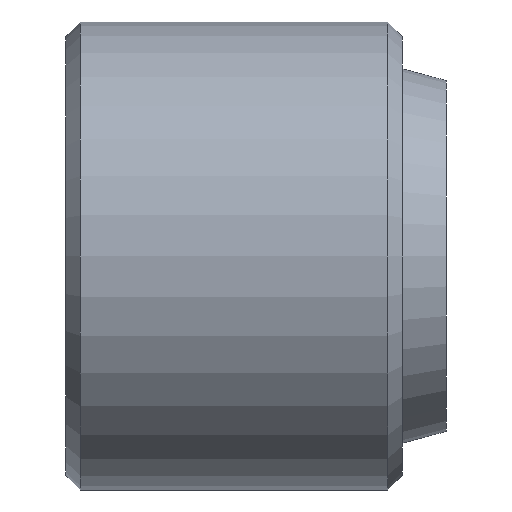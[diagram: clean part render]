
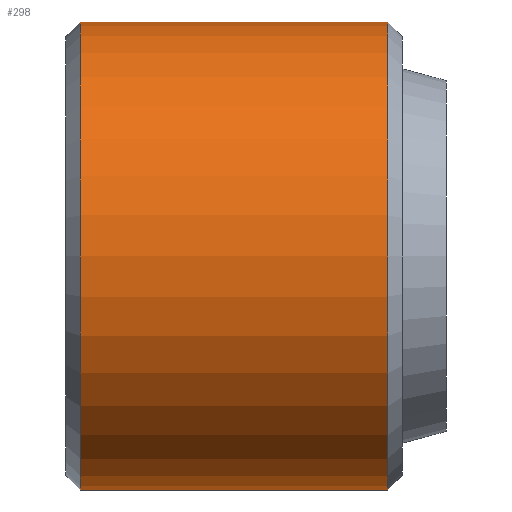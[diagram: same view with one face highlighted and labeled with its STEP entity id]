
A CAD part, front view. The second image highlights one B-rep face of the part: STEP entity #298.
In plain terms, the highlighted cylindrical face has radius 16 mm (diameter 32 mm), a full revolution.
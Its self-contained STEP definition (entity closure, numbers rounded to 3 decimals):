
#76=B_SPLINE_CURVE_WITH_KNOTS('',3,(#459,#460,#461,#462,#463,#464,#465,
#466,#467),.UNSPECIFIED.,.F.,.F.,(4,1,1,1,1,1,4),(0.022,0.024,
0.026,0.027,0.028,0.029,
0.032),.UNSPECIFIED.);
#77=B_SPLINE_CURVE_WITH_KNOTS('',3,(#470,#471,#472,#473),.UNSPECIFIED.,
 .F.,.F.,(4,4),(0.018,0.02),.UNSPECIFIED.);
#78=B_SPLINE_CURVE_WITH_KNOTS('',3,(#475,#476,#477,#478,#479,#480,#481,
#482,#483),.UNSPECIFIED.,.F.,.F.,(4,1,1,1,1,1,4),(0.01,0.012,
0.014,0.015,0.016,0.017,
0.02),.UNSPECIFIED.);
#79=B_SPLINE_CURVE_WITH_KNOTS('',3,(#485,#486,#487,#488),.UNSPECIFIED.,
 .F.,.F.,(4,4),(0.007,0.009),.UNSPECIFIED.);
#81=ORIENTED_EDGE('',*,*,#151,.F.);
#82=ORIENTED_EDGE('',*,*,#152,.F.);
#83=ORIENTED_EDGE('',*,*,#153,.F.);
#84=ORIENTED_EDGE('',*,*,#154,.F.);
#85=ORIENTED_EDGE('',*,*,#155,.F.);
#86=ORIENTED_EDGE('',*,*,#156,.T.);
#151=EDGE_CURVE('',#186,#186,#214,.T.);
#152=EDGE_CURVE('',#187,#188,#76,.T.);
#153=EDGE_CURVE('',#189,#187,#77,.T.);
#154=EDGE_CURVE('',#190,#189,#78,.T.);
#155=EDGE_CURVE('',#188,#190,#79,.T.);
#156=EDGE_CURVE('',#191,#191,#215,.T.);
#186=VERTEX_POINT('',#458);
#187=VERTEX_POINT('',#468);
#188=VERTEX_POINT('',#469);
#189=VERTEX_POINT('',#474);
#190=VERTEX_POINT('',#484);
#191=VERTEX_POINT('',#490);
#214=CIRCLE('',#334,16.);
#215=CIRCLE('',#335,16.);
#226=EDGE_LOOP('',(#81));
#227=EDGE_LOOP('',(#82,#83,#84,#85));
#228=EDGE_LOOP('',(#86));
#260=FACE_BOUND('',#226,.T.);
#261=FACE_BOUND('',#227,.T.);
#262=FACE_BOUND('',#228,.T.);
#295=CYLINDRICAL_SURFACE('',#333,16.);
#298=ADVANCED_FACE('',(#260,#261,#262),#295,.T.);
#333=AXIS2_PLACEMENT_3D('',#456,#369,#370);
#334=AXIS2_PLACEMENT_3D('',#457,#371,#372);
#335=AXIS2_PLACEMENT_3D('',#489,#373,#374);
#369=DIRECTION('',(1.,0.,0.));
#370=DIRECTION('',(0.,0.,-1.));
#371=DIRECTION('',(1.,0.,0.));
#372=DIRECTION('',(0.,0.,-1.));
#373=DIRECTION('',(1.,0.,0.));
#374=DIRECTION('',(0.,0.,-1.));
#456=CARTESIAN_POINT('',(26.,0.,0.));
#457=CARTESIAN_POINT('',(22.,0.,0.));
#458=CARTESIAN_POINT('',(22.,0.,-16.));
#459=CARTESIAN_POINT('',(6.523,15.617,-3.482));
#460=CARTESIAN_POINT('',(5.716,15.657,-3.298));
#461=CARTESIAN_POINT('',(4.573,15.8,-2.664));
#462=CARTESIAN_POINT('',(3.667,15.966,-1.248));
#463=CARTESIAN_POINT('',(3.417,16.017,-0.003));
#464=CARTESIAN_POINT('',(3.665,15.966,1.246));
#465=CARTESIAN_POINT('',(4.576,15.799,2.667));
#466=CARTESIAN_POINT('',(5.711,15.658,3.297));
#467=CARTESIAN_POINT('',(6.523,15.617,3.482));
#468=CARTESIAN_POINT('',(6.523,15.617,-3.482));
#469=CARTESIAN_POINT('',(6.523,15.617,3.482));
#470=CARTESIAN_POINT('',(8.477,15.617,-3.482));
#471=CARTESIAN_POINT('',(7.849,15.565,-3.711));
#472=CARTESIAN_POINT('',(7.151,15.565,-3.711));
#473=CARTESIAN_POINT('',(6.523,15.617,-3.482));
#474=CARTESIAN_POINT('',(8.477,15.617,-3.482));
#475=CARTESIAN_POINT('',(8.477,15.617,3.482));
#476=CARTESIAN_POINT('',(9.286,15.658,3.298));
#477=CARTESIAN_POINT('',(10.419,15.799,2.668));
#478=CARTESIAN_POINT('',(11.329,15.965,1.258));
#479=CARTESIAN_POINT('',(11.583,16.017,0.012));
#480=CARTESIAN_POINT('',(11.337,15.967,-1.241));
#481=CARTESIAN_POINT('',(10.427,15.8,-2.664));
#482=CARTESIAN_POINT('',(9.288,15.658,-3.297));
#483=CARTESIAN_POINT('',(8.477,15.616,-3.482));
#484=CARTESIAN_POINT('',(8.477,15.617,3.482));
#485=CARTESIAN_POINT('',(6.523,15.617,3.482));
#486=CARTESIAN_POINT('',(7.141,15.566,3.708));
#487=CARTESIAN_POINT('',(7.855,15.566,3.709));
#488=CARTESIAN_POINT('',(8.477,15.617,3.482));
#489=CARTESIAN_POINT('',(1.,0.,0.));
#490=CARTESIAN_POINT('',(1.,0.,-16.));
